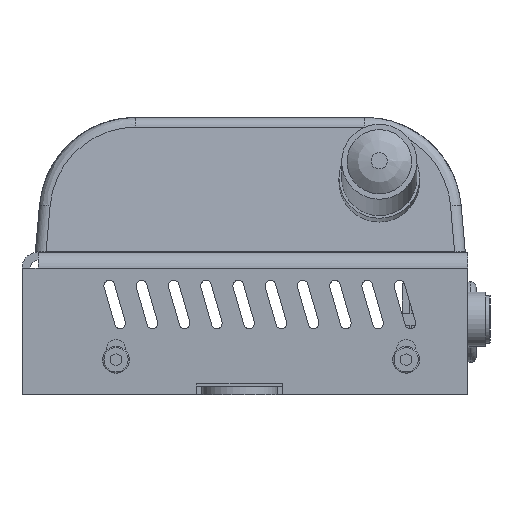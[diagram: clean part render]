
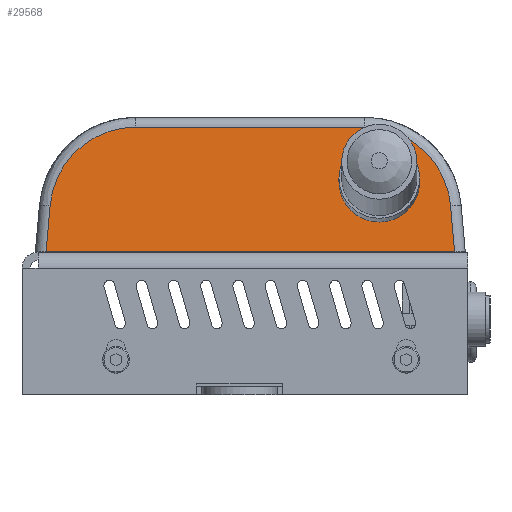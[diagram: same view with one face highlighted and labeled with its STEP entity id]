
A CAD part, left-side view. The second image highlights one B-rep face of the part: STEP entity #29568.
In plain terms, the highlighted face is planar.
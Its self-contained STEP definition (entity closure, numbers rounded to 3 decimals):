
#783=ELLIPSE('',#32011,16.061,16.);
#784=ELLIPSE('',#32015,16.061,16.);
#1335=FACE_BOUND('',#4690,.T.);
#1828=CIRCLE('',#31671,6.);
#2990=FACE_OUTER_BOUND('',#4689,.T.);
#4689=EDGE_LOOP('',(#21260,#21261,#21262,#21263,#21264,#21265));
#4690=EDGE_LOOP('',(#21266));
#6669=LINE('',#46496,#9592);
#6672=LINE('',#46541,#9595);
#6674=LINE('',#46584,#9597);
#6683=LINE('',#46687,#9606);
#9592=VECTOR('',#36277,10.);
#9595=VECTOR('',#36290,10.);
#9597=VECTOR('',#36298,10.);
#9606=VECTOR('',#36339,10.);
#12228=VERTEX_POINT('',#43461);
#12635=VERTEX_POINT('',#46493);
#12636=VERTEX_POINT('',#46495);
#12637=VERTEX_POINT('',#46534);
#12638=VERTEX_POINT('',#46538);
#12639=VERTEX_POINT('',#46577);
#12641=VERTEX_POINT('',#46583);
#15121=EDGE_CURVE('',#12228,#12228,#1828,.T.);
#15737=EDGE_CURVE('',#12635,#12636,#6669,.T.);
#15741=EDGE_CURVE('',#12636,#12637,#783,.T.);
#15744=EDGE_CURVE('',#12637,#12638,#6672,.T.);
#15746=EDGE_CURVE('',#12638,#12639,#784,.T.);
#15748=EDGE_CURVE('',#12639,#12641,#6674,.T.);
#15766=EDGE_CURVE('',#12641,#12635,#6683,.T.);
#21260=ORIENTED_EDGE('',*,*,#15737,.F.);
#21261=ORIENTED_EDGE('',*,*,#15766,.F.);
#21262=ORIENTED_EDGE('',*,*,#15748,.F.);
#21263=ORIENTED_EDGE('',*,*,#15746,.F.);
#21264=ORIENTED_EDGE('',*,*,#15744,.F.);
#21265=ORIENTED_EDGE('',*,*,#15741,.F.);
#21266=ORIENTED_EDGE('',*,*,#15121,.T.);
#27377=PLANE('',#32034);
#29568=ADVANCED_FACE('',(#2990,#1335),#27377,.T.);
#31671=AXIS2_PLACEMENT_3D('',#43462,#35260,#35261);
#32011=AXIS2_PLACEMENT_3D('',#46536,#36283,#36284);
#32015=AXIS2_PLACEMENT_3D('',#46579,#36293,#36294);
#32034=AXIS2_PLACEMENT_3D('',#46690,#36343,#36344);
#35260=DIRECTION('center_axis',(0.,-0.087,-0.996));
#35261=DIRECTION('ref_axis',(1.,0.,0.));
#36277=DIRECTION('',(0.087,0.992,-0.087));
#36283=DIRECTION('center_axis',(0.,-0.087,-0.996));
#36284=DIRECTION('ref_axis',(0.,0.996,-0.087));
#36290=DIRECTION('',(1.,0.,0.));
#36293=DIRECTION('center_axis',(0.,-0.087,-0.996));
#36294=DIRECTION('ref_axis',(0.,0.996,-0.087));
#36298=DIRECTION('',(0.087,-0.992,0.087));
#36339=DIRECTION('',(-1.,0.,0.));
#36343=DIRECTION('center_axis',(0.,0.087,0.996));
#36344=DIRECTION('ref_axis',(1.,0.,0.));
#43461=CARTESIAN_POINT('',(58.003,12.988,118.864));
#43462=CARTESIAN_POINT('Origin',(64.003,12.988,118.864));
#46493=CARTESIAN_POINT('',(1.992,0.,120.));
#46495=CARTESIAN_POINT('',(2.742,8.569,119.25));
#46496=CARTESIAN_POINT('',(3.121,12.901,118.871));
#46534=CARTESIAN_POINT('',(18.681,23.174,117.973));
#46536=CARTESIAN_POINT('Origin',(18.681,7.174,119.372));
#46538=CARTESIAN_POINT('',(61.319,23.174,117.973));
#46541=CARTESIAN_POINT('',(20.,23.174,117.973));
#46577=CARTESIAN_POINT('',(77.258,8.569,119.25));
#46579=CARTESIAN_POINT('Origin',(61.319,7.174,119.372));
#46583=CARTESIAN_POINT('',(78.008,0.,120.));
#46584=CARTESIAN_POINT('',(75.798,25.26,117.79));
#46687=CARTESIAN_POINT('',(0.,0.,120.));
#46690=CARTESIAN_POINT('Origin',(40.,12.452,118.911));
